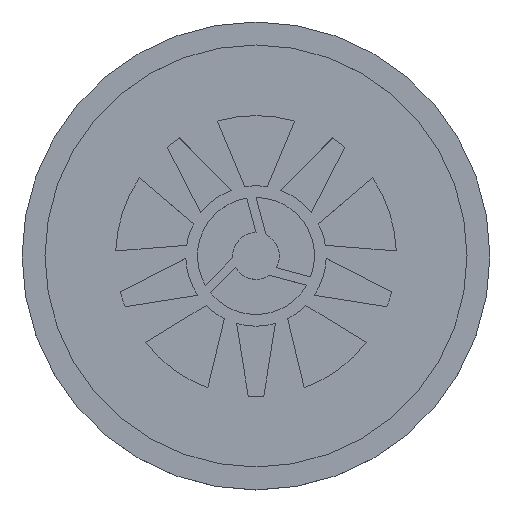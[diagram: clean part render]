
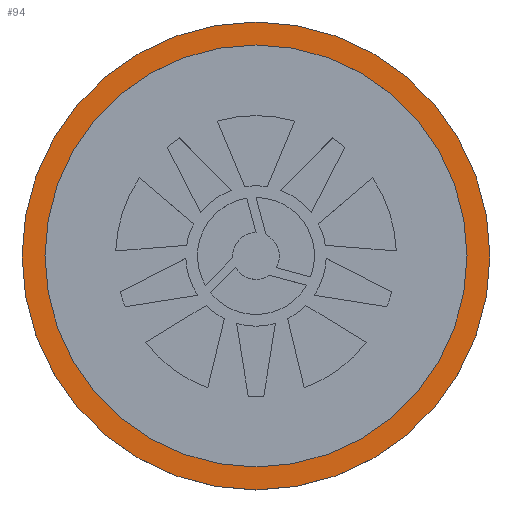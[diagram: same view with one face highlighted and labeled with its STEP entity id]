
A CAD part, top view. The second image highlights one B-rep face of the part: STEP entity #94.
In plain terms, the highlighted planar face has unit normal (0, 0, 1).
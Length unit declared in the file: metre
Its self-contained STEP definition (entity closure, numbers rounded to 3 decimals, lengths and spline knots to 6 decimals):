
#94 = ADVANCED_FACE( '', ( #251, #252 ), #253, .T. );
#251 = FACE_BOUND( '', #484, .T. );
#252 = FACE_OUTER_BOUND( '', #485, .T. );
#253 = PLANE( '', #486 );
#484 = EDGE_LOOP( '', ( #711 ) );
#485 = EDGE_LOOP( '', ( #712 ) );
#486 = AXIS2_PLACEMENT_3D( '', #713, #714, #715 );
#711 = ORIENTED_EDGE( '', *, *, #1311, .F. );
#712 = ORIENTED_EDGE( '', *, *, #1312, .T. );
#713 = CARTESIAN_POINT( '', ( 0., 0., 0.006 ) );
#714 = DIRECTION( '', ( 0., 0., 1. ) );
#715 = DIRECTION( '', ( 1., 0., 0. ) );
#1311 = EDGE_CURVE( '', #1541, #1541, #1542, .T. );
#1312 = EDGE_CURVE( '', #1543, #1543, #1544, .T. );
#1541 = VERTEX_POINT( '', #1879 );
#1542 = CIRCLE( '', #1880, 0.045095 );
#1543 = VERTEX_POINT( '', #1881 );
#1544 = CIRCLE( '', #1882, 0.05 );
#1879 = CARTESIAN_POINT( '', ( 0.045095, 0., 0.006 ) );
#1880 = AXIS2_PLACEMENT_3D( '', #2320, #2321, #2322 );
#1881 = CARTESIAN_POINT( '', ( 0.05, 0., 0.006 ) );
#1882 = AXIS2_PLACEMENT_3D( '', #2323, #2324, #2325 );
#2320 = CARTESIAN_POINT( '', ( 0., 0., 0.006 ) );
#2321 = DIRECTION( '', ( 0., 0., 1. ) );
#2322 = DIRECTION( '', ( 1., 0., 0. ) );
#2323 = CARTESIAN_POINT( '', ( 0., 0., 0.006 ) );
#2324 = DIRECTION( '', ( 0., 0., 1. ) );
#2325 = DIRECTION( '', ( 1., 0., 0. ) );
